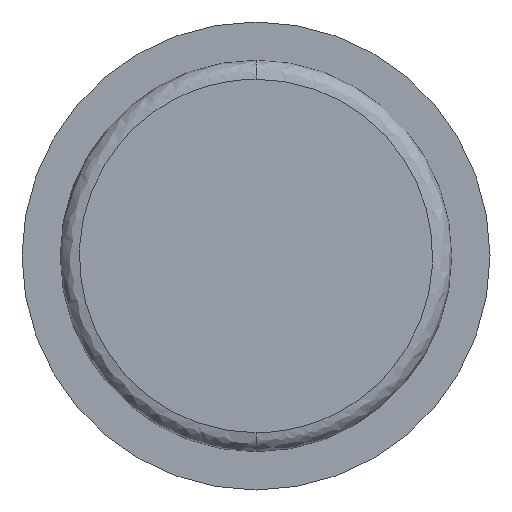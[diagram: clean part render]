
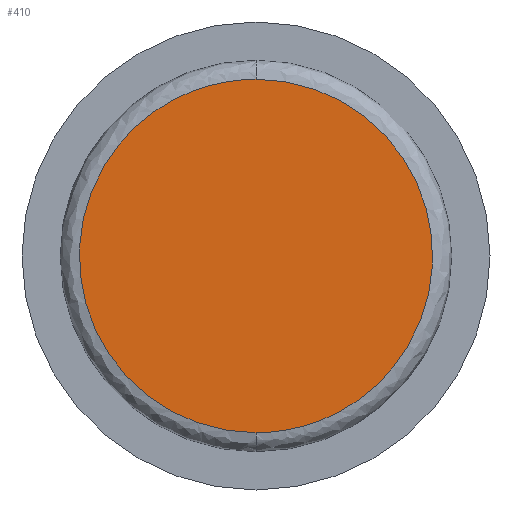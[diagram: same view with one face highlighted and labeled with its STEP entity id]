
A CAD part, front view. The second image highlights one B-rep face of the part: STEP entity #410.
In plain terms, the highlighted planar face has unit normal (0, -1, 0).
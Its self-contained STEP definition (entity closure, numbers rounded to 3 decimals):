
#1 = CARTESIAN_POINT ( 'NONE',  ( 0., -2., 18.5 ) ) ;
#19 = EDGE_LOOP ( 'NONE', ( #434, #148 ) ) ;
#61 = CARTESIAN_POINT ( 'NONE',  ( 0., -2., -18.5 ) ) ;
#108 = VERTEX_POINT ( 'NONE', #61 ) ;
#136 = PLANE ( 'NONE',  #266 ) ;
#148 = ORIENTED_EDGE ( 'NONE', *, *, #200, .F. ) ;
#159 = CARTESIAN_POINT ( 'NONE',  ( -37., -2., 18.5 ) ) ;
#185 = DIRECTION ( 'NONE',  ( 0., -1., 0. ) ) ;
#188 = CARTESIAN_POINT ( 'NONE',  ( 0., -2., 9.25 ) ) ;
#200 = EDGE_CURVE ( 'NONE', #108, #487, #351, .T. ) ;
#211 = CARTESIAN_POINT ( 'NONE',  ( 0., -2., -18.5 ) ) ;
#256 = CARTESIAN_POINT ( 'NONE',  ( 0., -2., 18.5 ) ) ;
#266 = AXIS2_PLACEMENT_3D ( 'NONE', #188, #185, #532 ) ;
#291 = CARTESIAN_POINT ( 'NONE',  ( -37., -2., -18.5 ) ) ;
#323 = CARTESIAN_POINT ( 'NONE',  ( 37., -2., -18.5 ) ) ;
#351 =( BOUNDED_CURVE ( )  B_SPLINE_CURVE ( 3, ( #211, #291, #159, #256 ),
 .UNSPECIFIED., .F., .F. ) 
 B_SPLINE_CURVE_WITH_KNOTS ( ( 4, 4 ),
 ( 0.5, 1. ),
 .UNSPECIFIED. ) 
 CURVE ( )  GEOMETRIC_REPRESENTATION_ITEM ( )  RATIONAL_B_SPLINE_CURVE ( ( 1., 0.333, 0.333, 1. ) ) 
 REPRESENTATION_ITEM ( '' )  );
#365 = CARTESIAN_POINT ( 'NONE',  ( 0., -2., -18.5 ) ) ;
#398 = CARTESIAN_POINT ( 'NONE',  ( 0., -2., 18.5 ) ) ;
#410 = ADVANCED_FACE ( 'NONE', ( #566 ), #136, .T. ) ;
#432 =( BOUNDED_CURVE ( )  B_SPLINE_CURVE ( 3, ( #1, #460, #323, #365 ),
 .UNSPECIFIED., .F., .T. ) 
 B_SPLINE_CURVE_WITH_KNOTS ( ( 4, 4 ),
 ( 0., 0.5 ),
 .UNSPECIFIED. ) 
 CURVE ( )  GEOMETRIC_REPRESENTATION_ITEM ( )  RATIONAL_B_SPLINE_CURVE ( ( 1., 0.333, 0.333, 1. ) ) 
 REPRESENTATION_ITEM ( '' )  );
#434 = ORIENTED_EDGE ( 'NONE', *, *, #547, .F. ) ;
#460 = CARTESIAN_POINT ( 'NONE',  ( 37., -2., 18.5 ) ) ;
#487 = VERTEX_POINT ( 'NONE', #398 ) ;
#532 = DIRECTION ( 'NONE',  ( 0., 0., -1. ) ) ;
#547 = EDGE_CURVE ( 'NONE', #487, #108, #432, .T. ) ;
#566 = FACE_OUTER_BOUND ( 'NONE', #19, .T. ) ;
